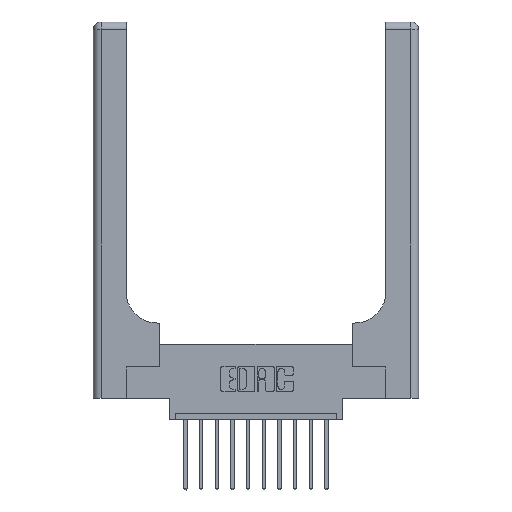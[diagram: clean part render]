
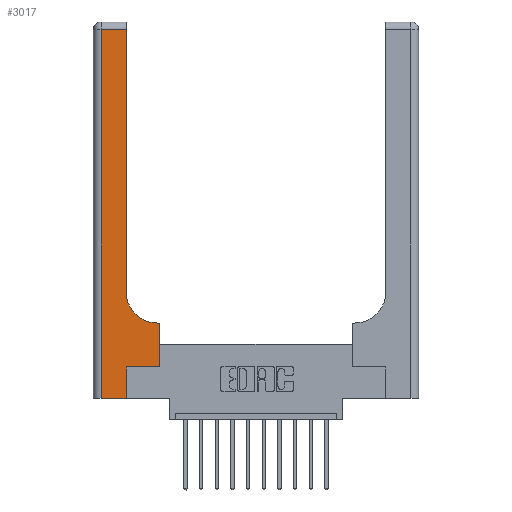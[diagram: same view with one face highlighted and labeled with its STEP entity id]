
A CAD part, top view. The second image highlights one B-rep face of the part: STEP entity #3017.
In plain terms, the highlighted planar face has unit normal (0, 0, 1).
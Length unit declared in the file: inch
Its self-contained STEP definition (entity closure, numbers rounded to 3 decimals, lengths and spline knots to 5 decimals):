
#483 = CARTESIAN_POINT ( 'NONE',  ( 0., 0., 0.37 ) ) ;
#812 = VERTEX_POINT ( 'NONE', #14052 ) ;
#1209 = VERTEX_POINT ( 'NONE', #7811 ) ;
#1266 = VERTEX_POINT ( 'NONE', #7532 ) ;
#1363 = VECTOR ( 'NONE', #11090, 39.37008 ) ;
#1380 = VECTOR ( 'NONE', #8028, 39.37008 ) ;
#1650 = ORIENTED_EDGE ( 'NONE', *, *, #2898, .T. ) ;
#1819 = VERTEX_POINT ( 'NONE', #6851 ) ;
#1902 = ORIENTED_EDGE ( 'NONE', *, *, #10124, .T. ) ;
#2473 = DIRECTION ( 'NONE',  ( 1., 0., 0. ) ) ;
#2517 = CARTESIAN_POINT ( 'NONE',  ( 0., 2.94, 0.37 ) ) ;
#2532 = ORIENTED_EDGE ( 'NONE', *, *, #2563, .T. ) ;
#2563 = EDGE_CURVE ( 'NONE', #3813, #11647, #12484, .T. ) ;
#2707 = LINE ( 'NONE', #13280, #8206 ) ;
#2764 = CARTESIAN_POINT ( 'NONE',  ( 0.51, 0.85, 0.37 ) ) ;
#2878 = CARTESIAN_POINT ( 'NONE',  ( 0.265, 0., 0.37 ) ) ;
#2898 = EDGE_CURVE ( 'NONE', #1266, #15475, #4252, .T. ) ;
#3017 = ADVANCED_FACE ( 'NONE', ( #12464 ), #12312, .F. ) ;
#3097 = CARTESIAN_POINT ( 'NONE',  ( 0.06, 2.94, 0.37 ) ) ;
#3117 = EDGE_CURVE ( 'NONE', #812, #3813, #7108, .T. ) ;
#3616 = CARTESIAN_POINT ( 'NONE',  ( 0.265, 0.25, 0.37 ) ) ;
#3685 = VECTOR ( 'NONE', #11345, 39.37008 ) ;
#3748 = ORIENTED_EDGE ( 'NONE', *, *, #10325, .T. ) ;
#3813 = VERTEX_POINT ( 'NONE', #2878 ) ;
#4048 = ORIENTED_EDGE ( 'NONE', *, *, #9083, .T. ) ;
#4097 = DIRECTION ( 'NONE',  ( 1., 0., 0. ) ) ;
#4252 = CIRCLE ( 'NONE', #14313, 0.25 ) ;
#4265 = CARTESIAN_POINT ( 'NONE',  ( 0.265, 0., 0.37 ) ) ;
#4541 = CARTESIAN_POINT ( 'NONE',  ( 0.528, 0.6, 0.37 ) ) ;
#5605 = EDGE_LOOP ( 'NONE', ( #13811, #1902, #8400, #8501, #2532, #15223, #4048, #3748, #1650 ) ) ;
#5941 = DIRECTION ( 'NONE',  ( -1., 0., 0. ) ) ;
#6570 = LINE ( 'NONE', #3616, #12320 ) ;
#6611 = LINE ( 'NONE', #15719, #11003 ) ;
#6709 = VECTOR ( 'NONE', #9715, 39.37008 ) ;
#6851 = CARTESIAN_POINT ( 'NONE',  ( 0.528, 0.25, 0.37 ) ) ;
#7108 = LINE ( 'NONE', #483, #3685 ) ;
#7299 = LINE ( 'NONE', #9049, #13443 ) ;
#7444 = DIRECTION ( 'NONE',  ( -1., 0., 0. ) ) ;
#7532 = CARTESIAN_POINT ( 'NONE',  ( 0.51, 0.6, 0.37 ) ) ;
#7738 = EDGE_CURVE ( 'NONE', #11647, #1819, #6570, .T. ) ;
#7811 = CARTESIAN_POINT ( 'NONE',  ( 0.26, 2.94, 0.37 ) ) ;
#7867 = LINE ( 'NONE', #8680, #1363 ) ;
#8028 = DIRECTION ( 'NONE',  ( 0., 1., 0. ) ) ;
#8206 = VECTOR ( 'NONE', #5941, 39.37008 ) ;
#8365 = DIRECTION ( 'NONE',  ( 0., -1., 0. ) ) ;
#8400 = ORIENTED_EDGE ( 'NONE', *, *, #12496, .T. ) ;
#8501 = ORIENTED_EDGE ( 'NONE', *, *, #3117, .T. ) ;
#8565 = CARTESIAN_POINT ( 'NONE',  ( 0.265, 0.25, 0.37 ) ) ;
#8680 = CARTESIAN_POINT ( 'NONE',  ( 0.26, 3., 0.37 ) ) ;
#8710 = DIRECTION ( 'NONE',  ( 0., 0., -1. ) ) ;
#9039 = EDGE_CURVE ( 'NONE', #15475, #1209, #7867, .T. ) ;
#9049 = CARTESIAN_POINT ( 'NONE',  ( 0.528, 0.25, 0.37 ) ) ;
#9083 = EDGE_CURVE ( 'NONE', #1819, #11505, #7299, .T. ) ;
#9302 = AXIS2_PLACEMENT_3D ( 'NONE', #12463, #8710, #7444 ) ;
#9715 = DIRECTION ( 'NONE',  ( -1., 0., 0. ) ) ;
#10043 = CARTESIAN_POINT ( 'NONE',  ( 0.26, 0.85, 0.37 ) ) ;
#10124 = EDGE_CURVE ( 'NONE', #1209, #14420, #10529, .T. ) ;
#10325 = EDGE_CURVE ( 'NONE', #11505, #1266, #2707, .T. ) ;
#10529 = LINE ( 'NONE', #2517, #6709 ) ;
#11003 = VECTOR ( 'NONE', #8365, 39.37008 ) ;
#11090 = DIRECTION ( 'NONE',  ( 0., 1., 0. ) ) ;
#11345 = DIRECTION ( 'NONE',  ( 1., 0., 0. ) ) ;
#11505 = VERTEX_POINT ( 'NONE', #4541 ) ;
#11527 = DIRECTION ( 'NONE',  ( 0., 1., 0. ) ) ;
#11647 = VERTEX_POINT ( 'NONE', #8565 ) ;
#12312 = PLANE ( 'NONE',  #9302 ) ;
#12320 = VECTOR ( 'NONE', #2473, 39.37008 ) ;
#12463 = CARTESIAN_POINT ( 'NONE',  ( 0., 3., 0.37 ) ) ;
#12464 = FACE_OUTER_BOUND ( 'NONE', #5605, .T. ) ;
#12484 = LINE ( 'NONE', #4265, #1380 ) ;
#12496 = EDGE_CURVE ( 'NONE', #14420, #812, #6611, .T. ) ;
#12589 = DIRECTION ( 'NONE',  ( 0., 0., -1. ) ) ;
#13280 = CARTESIAN_POINT ( 'NONE',  ( 0.26, 0.6, 0.37 ) ) ;
#13443 = VECTOR ( 'NONE', #11527, 39.37008 ) ;
#13811 = ORIENTED_EDGE ( 'NONE', *, *, #9039, .T. ) ;
#14052 = CARTESIAN_POINT ( 'NONE',  ( 0.06, 0., 0.37 ) ) ;
#14313 = AXIS2_PLACEMENT_3D ( 'NONE', #2764, #12589, #4097 ) ;
#14420 = VERTEX_POINT ( 'NONE', #3097 ) ;
#15223 = ORIENTED_EDGE ( 'NONE', *, *, #7738, .T. ) ;
#15475 = VERTEX_POINT ( 'NONE', #10043 ) ;
#15719 = CARTESIAN_POINT ( 'NONE',  ( 0.06, 3., 0.37 ) ) ;
